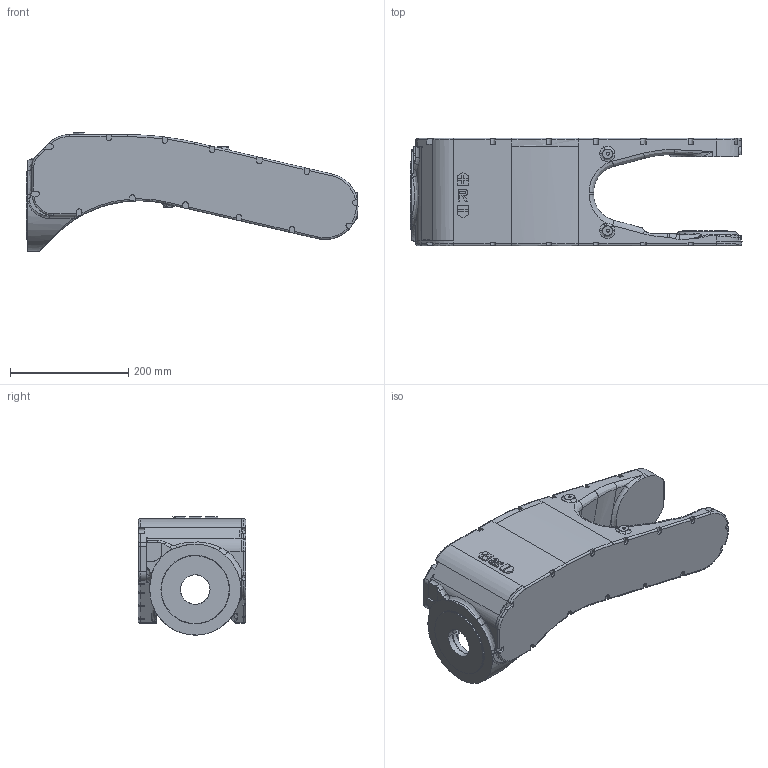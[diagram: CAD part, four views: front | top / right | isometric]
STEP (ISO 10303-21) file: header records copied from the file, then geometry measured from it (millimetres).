
FILE_DESCRIPTION (( 'STEP AP203' ), '1' );
FILE_NAME ('MH24_R_AXIS_Default_sldprt.STEP', '2025-10-20T22:10:29', ( '' ), ( '' ), 'SwSTEP 2.0', 'SolidWorks 2025', '' );
FILE_SCHEMA (( 'CONFIG_CONTROL_DESIGN' ));
Products named in the file (1): MH24_R_AXIS_Default_sldprt
Bounding box: 561.85 x 182 x 200 mm (x, y, z)
Volume: 7322849.6 mm3; surface area: 398987.3 mm2
Topology: 1 solids, 1 shells, 541 faces, 1478 edges, 947 vertices
Faces by surface type: plane 203, cylinder 169, bspline 157, cone 11, torus 1
Entity records: 35351 total; most frequent: CARTESIAN_POINT 23740, ORIENTED_EDGE 2946, DIRECTION 1653, EDGE_CURVE 1473, VERTEX_POINT 947, B_SPLINE_CURVE_WITH_KNOTS 629, VECTOR 577, LINE 577
